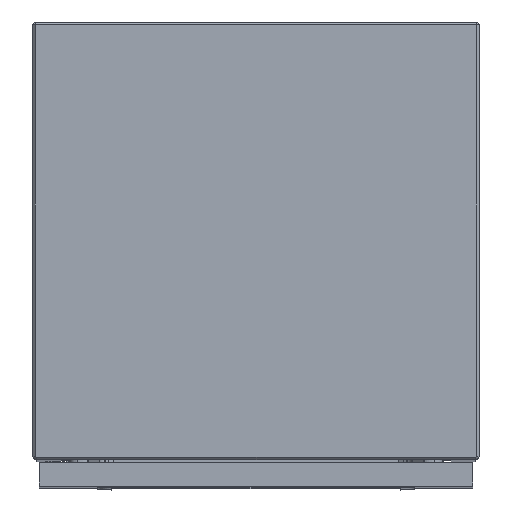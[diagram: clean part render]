
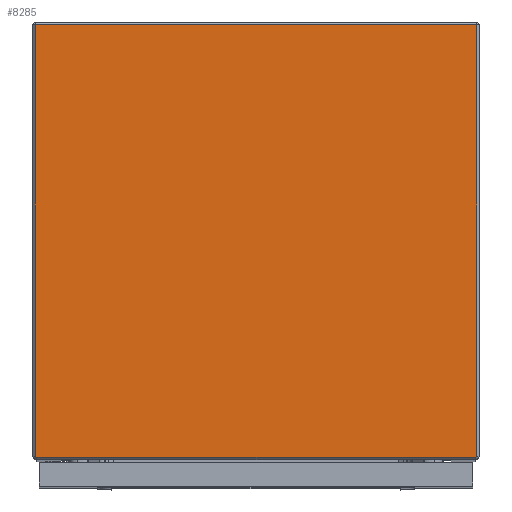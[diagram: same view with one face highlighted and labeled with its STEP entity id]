
A CAD part, top view. The second image highlights one B-rep face of the part: STEP entity #8285.
In plain terms, the highlighted free-form (B-spline) face has degree [1, 1] with [2, 2] control points.
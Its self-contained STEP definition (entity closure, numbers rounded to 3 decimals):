
#7970=CARTESIAN_POINT('',(344.1,586.724,857.));
#7971=VERTEX_POINT('',#7970);
#7979=CARTESIAN_POINT('',(-7.9,586.724,857.));
#7980=VERTEX_POINT('',#7979);
#7987=CARTESIAN_POINT('',(344.1,586.724,857.));
#7988=DIRECTION('',(-1.0,0.0,0.0));
#7989=VECTOR('',#7988,352.);
#7990=LINE('',#7987,#7989);
#7991=EDGE_CURVE('',#7971,#7980,#7990,.T.);
#8001=CARTESIAN_POINT('',(-6.9,241.724,857.));
#8002=VERTEX_POINT('',#8001);
#8017=CARTESIAN_POINT('',(343.1,241.724,857.));
#8018=VERTEX_POINT('',#8017);
#8025=CARTESIAN_POINT('',(-6.9,241.724,857.));
#8026=DIRECTION('',(1.0,0.0,0.0));
#8027=VECTOR('',#8026,350.);
#8028=LINE('',#8025,#8027);
#8029=EDGE_CURVE('',#8002,#8018,#8028,.T.);
#8060=CARTESIAN_POINT('',(-7.9,242.724,857.));
#8061=VERTEX_POINT('',#8060);
#8070=CARTESIAN_POINT('',(-6.9,242.724,857.));
#8071=DIRECTION('',(0.0,0.0,1.0));
#8072=DIRECTION('',(-0.707,-0.707,0.0));
#8073=AXIS2_PLACEMENT_3D('',#8070,#8071,#8072);
#8074=CIRCLE('',#8073,1.);
#8075=EDGE_CURVE('',#8061,#8002,#8074,.T.);
#8106=CARTESIAN_POINT('',(344.1,242.724,857.));
#8107=VERTEX_POINT('',#8106);
#8116=CARTESIAN_POINT('',(343.1,242.724,857.));
#8117=DIRECTION('',(0.0,0.0,1.0));
#8118=DIRECTION('',(0.707,-0.707,0.0));
#8119=AXIS2_PLACEMENT_3D('',#8116,#8117,#8118);
#8120=CIRCLE('',#8119,1.);
#8121=EDGE_CURVE('',#8018,#8107,#8120,.T.);
#8147=CARTESIAN_POINT('',(-7.9,586.724,857.));
#8148=DIRECTION('',(0.0,-1.0,0.0));
#8149=VECTOR('',#8148,344.);
#8150=LINE('',#8147,#8149);
#8151=EDGE_CURVE('',#7980,#8061,#8150,.T.);
#8169=CARTESIAN_POINT('',(344.1,242.724,857.));
#8170=DIRECTION('',(0.0,1.0,0.0));
#8171=VECTOR('',#8170,344.);
#8172=LINE('',#8169,#8171);
#8173=EDGE_CURVE('',#8107,#7971,#8172,.T.);
#8272=CARTESIAN_POINT('',(344.1,586.724,857.));
#8273=CARTESIAN_POINT('',(-7.9,586.724,857.));
#8274=CARTESIAN_POINT('',(344.1,241.724,857.));
#8275=CARTESIAN_POINT('',(-7.9,241.724,857.));
#8276=B_SPLINE_SURFACE_WITH_KNOTS('',1,1,((#8272,#8274),(#8273,#8275)),.UNSPECIFIED.,.F.,.F.,.U.,(2,2),(2,2),(0.0,352.),(0.0,345.),.UNSPECIFIED.);
#8277=ORIENTED_EDGE('',*,*,#8029,.T.);
#8278=ORIENTED_EDGE('',*,*,#8121,.T.);
#8279=ORIENTED_EDGE('',*,*,#8173,.T.);
#8280=ORIENTED_EDGE('',*,*,#7991,.T.);
#8281=ORIENTED_EDGE('',*,*,#8151,.T.);
#8282=ORIENTED_EDGE('',*,*,#8075,.T.);
#8283=EDGE_LOOP('',(#8277,#8278,#8279,#8280,#8281,#8282));
#8284=FACE_OUTER_BOUND('',#8283,.T.);
#8285=ADVANCED_FACE('',(#8284),#8276,.T.);
